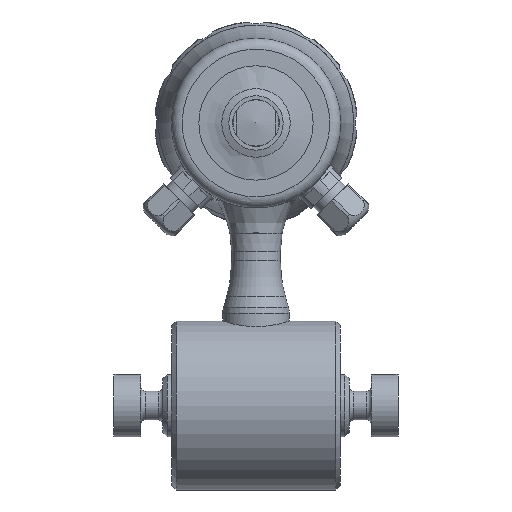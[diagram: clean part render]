
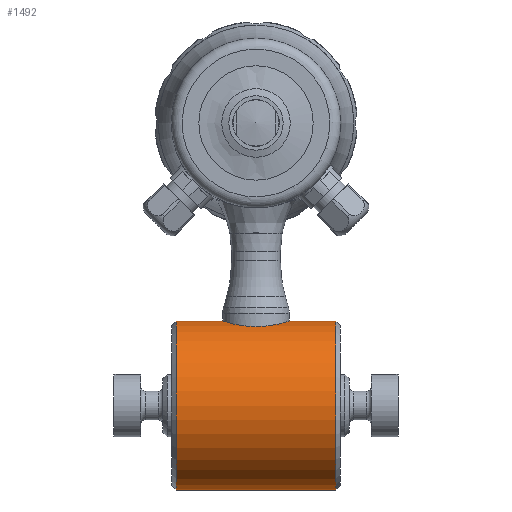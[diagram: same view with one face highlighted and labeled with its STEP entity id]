
A CAD part, left-side view. The second image highlights one B-rep face of the part: STEP entity #1492.
In plain terms, the highlighted cylindrical face has radius 38.05 mm (diameter 76.1 mm), a full revolution.
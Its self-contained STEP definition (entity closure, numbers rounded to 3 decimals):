
#1492 = ADVANCED_FACE( 'NONE', ( #3138, #3139, #3140 ), #3141, .T. );
#3138 = FACE_BOUND( '', #5497, .T. );
#3139 = FACE_OUTER_BOUND( '', #5498, .T. );
#3140 = FACE_OUTER_BOUND( '', #5499, .T. );
#3141 = CYLINDRICAL_SURFACE( '', #5500, 38.05 );
#5497 = EDGE_LOOP( '', ( #9884, #9885, #9886, #9887, #9888, #9889 ) );
#5498 = EDGE_LOOP( '', ( #9890 ) );
#5499 = EDGE_LOOP( '', ( #9891 ) );
#5500 = AXIS2_PLACEMENT_3D( '', #9892, #9893, #9894 );
#9884 = ORIENTED_EDGE( '', *, *, #12176, .F. );
#9885 = ORIENTED_EDGE( '', *, *, #12049, .F. );
#9886 = ORIENTED_EDGE( '', *, *, #10943, .F. );
#9887 = ORIENTED_EDGE( '', *, *, #11917, .F. );
#9888 = ORIENTED_EDGE( '', *, *, #10648, .F. );
#9889 = ORIENTED_EDGE( '', *, *, #10947, .F. );
#9890 = ORIENTED_EDGE( '', *, *, #11011, .F. );
#9891 = ORIENTED_EDGE( '', *, *, #11002, .T. );
#9892 = CARTESIAN_POINT( '', ( 0., -109.971, 0. ) );
#9893 = DIRECTION( '', ( 0., 1., 0. ) );
#9894 = DIRECTION( '', ( 0., 0., 1. ) );
#10648 = EDGE_CURVE( '', #12534, #12536, #12537, .T. );
#10943 = EDGE_CURVE( '', #13044, #13046, #13047, .T. );
#10947 = EDGE_CURVE( '', #13052, #12534, #13054, .T. );
#11002 = EDGE_CURVE( 'NONE', #13143, #13143, #13144, .T. );
#11011 = EDGE_CURVE( 'NONE', #13157, #13157, #13158, .T. );
#11917 = EDGE_CURVE( '', #12536, #13044, #14497, .F. );
#12049 = EDGE_CURVE( '', #13046, #14662, #14663, .T. );
#12176 = EDGE_CURVE( '', #14662, #13052, #14806, .F. );
#12534 = VERTEX_POINT( '', #15457 );
#12536 = VERTEX_POINT( '', #15468 );
#12537 = LINE( '', #15469, #15470 );
#13044 = VERTEX_POINT( '', #16753 );
#13046 = VERTEX_POINT( '', #16764 );
#13047 = B_SPLINE_CURVE_WITH_KNOTS( '', 3, ( #16765, #16766, #16767, #16768, #16769, #16770, #16771, #16772, #16773, #16774, #16775, #16776 ), .UNSPECIFIED., .F., .F., ( 4, 1, 1, 1, 1, 1, 1, 1, 1, 4 ), ( 0., 0.1, 0.2, 0.3, 0.4, 0.499, 0.5, 0.666, 0.833, 1. ), .UNSPECIFIED. );
#13052 = VERTEX_POINT( '', #16813 );
#13054 = B_SPLINE_CURVE_WITH_KNOTS( '', 3, ( #16822, #16823, #16824, #16825, #16826, #16827, #16828, #16829, #16830, #16831, #16832, #16833, #16834 ), .UNSPECIFIED., .F., .F., ( 4, 1, 1, 1, 1, 1, 1, 1, 1, 1, 4 ), ( 0., 0.1, 0.2, 0.3, 0.4, 0.5, 0.6, 0.7, 0.8, 0.9, 1. ), .UNSPECIFIED. );
#13143 = VERTEX_POINT( '', #16988 );
#13144 = CIRCLE( '', #16989, 38.05 );
#13157 = VERTEX_POINT( '', #17014 );
#13158 = CIRCLE( '', #17015, 38.05 );
#14497 = LINE( '', #20765, #20766 );
#14662 = VERTEX_POINT( '', #21183 );
#14663 = LINE( '', #21184, #21185 );
#14806 = LINE( '', #21514, #21515 );
#15457 = CARTESIAN_POINT( '', ( -1.786, 14.893, 38.008 ) );
#15468 = CARTESIAN_POINT( '', ( -1.786, 9.331, 38.008 ) );
#15469 = CARTESIAN_POINT( '', ( -1.786, 0.036, 38.008 ) );
#15470 = VECTOR( '', #21942, 1000. );
#16753 = CARTESIAN_POINT( '', ( -1.786, -14.893, 38.008 ) );
#16764 = CARTESIAN_POINT( '', ( 1.786, -14.893, 38.008 ) );
#16765 = CARTESIAN_POINT( '', ( -1.786, -14.893, 38.008 ) );
#16766 = CARTESIAN_POINT( '', ( -1.667, -14.907, 38.013 ) );
#16767 = CARTESIAN_POINT( '', ( -1.43, -14.934, 38.024 ) );
#16768 = CARTESIAN_POINT( '', ( -1.073, -14.963, 38.035 ) );
#16769 = CARTESIAN_POINT( '', ( -0.716, -14.984, 38.044 ) );
#16770 = CARTESIAN_POINT( '', ( -0.359, -14.997, 38.049 ) );
#16771 = CARTESIAN_POINT( '', ( -0.12, -15., 38.05 ) );
#16772 = CARTESIAN_POINT( '', ( 0.198, -15., 38.05 ) );
#16773 = CARTESIAN_POINT( '', ( 0.596, -14.992, 38.047 ) );
#16774 = CARTESIAN_POINT( '', ( 1.192, -14.958, 38.033 ) );
#16775 = CARTESIAN_POINT( '', ( 1.588, -14.915, 38.016 ) );
#16776 = CARTESIAN_POINT( '', ( 1.786, -14.893, 38.008 ) );
#16813 = CARTESIAN_POINT( '', ( 1.786, 14.893, 38.008 ) );
#16822 = CARTESIAN_POINT( '', ( 1.786, 14.893, 38.008 ) );
#16823 = CARTESIAN_POINT( '', ( 1.667, 14.907, 38.013 ) );
#16824 = CARTESIAN_POINT( '', ( 1.43, 14.933, 38.024 ) );
#16825 = CARTESIAN_POINT( '', ( 1.073, 14.963, 38.035 ) );
#16826 = CARTESIAN_POINT( '', ( 0.716, 14.984, 38.044 ) );
#16827 = CARTESIAN_POINT( '', ( 0.358, 14.997, 38.049 ) );
#16828 = CARTESIAN_POINT( '', ( 0., 15.001, 38.05 ) );
#16829 = CARTESIAN_POINT( '', ( -0.358, 14.997, 38.049 ) );
#16830 = CARTESIAN_POINT( '', ( -0.716, 14.984, 38.044 ) );
#16831 = CARTESIAN_POINT( '', ( -1.073, 14.963, 38.035 ) );
#16832 = CARTESIAN_POINT( '', ( -1.43, 14.933, 38.024 ) );
#16833 = CARTESIAN_POINT( '', ( -1.667, 14.907, 38.013 ) );
#16834 = CARTESIAN_POINT( '', ( -1.786, 14.893, 38.008 ) );
#16988 = CARTESIAN_POINT( '', ( 0., 36., 38.05 ) );
#16989 = AXIS2_PLACEMENT_3D( '', #22368, #22369, #22370 );
#17014 = CARTESIAN_POINT( '', ( 0., -36., 38.05 ) );
#17015 = AXIS2_PLACEMENT_3D( '', #22379, #22380, #22381 );
#20765 = CARTESIAN_POINT( '', ( -1.786, -15., 38.008 ) );
#20766 = VECTOR( '', #23329, 1000. );
#21183 = CARTESIAN_POINT( '', ( 1.786, 9.331, 38.008 ) );
#21184 = CARTESIAN_POINT( '', ( 1.786, -15., 38.008 ) );
#21185 = VECTOR( '', #23427, 1000. );
#21514 = CARTESIAN_POINT( '', ( 1.786, 0.036, 38.008 ) );
#21515 = VECTOR( '', #23540, 1000. );
#21942 = DIRECTION( '', ( 0., -1., 0. ) );
#22368 = CARTESIAN_POINT( '', ( 0., 36., 0. ) );
#22369 = DIRECTION( '', ( 0., -1., 0. ) );
#22370 = DIRECTION( '', ( 0., 0., 1. ) );
#22379 = CARTESIAN_POINT( '', ( 0., -36., 0. ) );
#22380 = DIRECTION( '', ( 0., -1., 0. ) );
#22381 = DIRECTION( '', ( 0., 0., 1. ) );
#23329 = DIRECTION( '', ( 0., 1., 0. ) );
#23427 = DIRECTION( '', ( 0., 1., 0. ) );
#23540 = DIRECTION( '', ( 0., -1., 0. ) );
